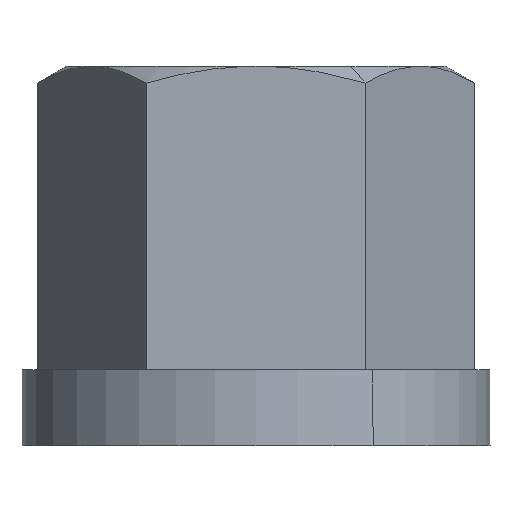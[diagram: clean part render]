
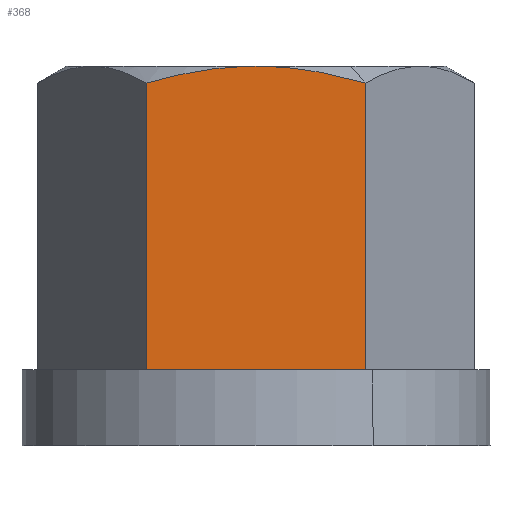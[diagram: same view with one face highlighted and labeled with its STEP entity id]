
A CAD part, left-side view. The second image highlights one B-rep face of the part: STEP entity #368.
In plain terms, the highlighted planar face has unit normal (-1, 0, 0).
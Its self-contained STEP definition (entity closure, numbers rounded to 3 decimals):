
#238=VERTEX_POINT('',#636);
#338=EDGE_CURVE('',#238,#562,#752,.T.);
#348=EDGE_CURVE('',#238,#354,#764,.T.);
#354=VERTEX_POINT('',#771);
#362=EDGE_CURVE('',#550,#576,#780,.T.);
#368=ADVANCED_FACE('',(#786),#787,.T.);
#544=EDGE_CURVE('',#572,#354,#975,.T.);
#550=VERTEX_POINT('',#982);
#552=EDGE_CURVE('',#576,#572,#984,.T.);
#562=VERTEX_POINT('',#996);
#572=VERTEX_POINT('',#1007);
#574=EDGE_CURVE('',#562,#550,#1009,.T.);
#576=VERTEX_POINT('',#1011);
#636=CARTESIAN_POINT('',(-14.982,8.65,6.));
#752=LINE('',#1351,#1352);
#764=LINE('',#1368,#1369);
#771=CARTESIAN_POINT('',(-14.982,8.65,28.672));
#780=(B_SPLINE_CURVE(2,(#1397,#1398,#1399),.UNSPECIFIED.,.F.,.F.)B_SPLINE_CURVE_WITH_KNOTS((3,3),(14.085,24.24),.UNSPECIFIED.)RATIONAL_B_SPLINE_CURVE((1.089,1.076,1.0))BOUNDED_CURVE()REPRESENTATION_ITEM('')GEOMETRIC_REPRESENTATION_ITEM()CURVE());
#786=FACE_OUTER_BOUND('',#1412,.T.);
#787=PLANE('',#1413);
#975=(B_SPLINE_CURVE(2,(#1696,#1697,#1698),.UNSPECIFIED.,.F.,.F.)B_SPLINE_CURVE_WITH_KNOTS((3,3),(0.0,10.155),.UNSPECIFIED.)RATIONAL_B_SPLINE_CURVE((1.0,1.076,1.089))BOUNDED_CURVE()REPRESENTATION_ITEM('')GEOMETRIC_REPRESENTATION_ITEM()CURVE());
#982=CARTESIAN_POINT('',(-14.982,-8.65,28.672));
#984=LINE('',#1715,#1716);
#996=CARTESIAN_POINT('',(-14.982,-8.65,6.));
#1007=CARTESIAN_POINT('',(-14.982,0.73,30.0));
#1009=LINE('',#1749,#1750);
#1011=CARTESIAN_POINT('',(-14.982,-0.73,30.0));
#1351=CARTESIAN_POINT('',(-14.982,-8.075,6.));
#1352=VECTOR('',#1963,1.0);
#1368=CARTESIAN_POINT('',(-14.982,8.65,0.0));
#1369=VECTOR('',#1986,1.0);
#1397=CARTESIAN_POINT('',(-14.982,-8.65,28.672));
#1398=CARTESIAN_POINT('',(-14.982,-4.408,29.897));
#1399=CARTESIAN_POINT('',(-14.982,-0.73,30.0));
#1412=EDGE_LOOP('',(#2009,#2010,#2011,#2012,#2013,#2014));
#1413=AXIS2_PLACEMENT_3D('',#2015,#2016,#2017);
#1696=CARTESIAN_POINT('',(-14.982,0.73,30.0));
#1697=CARTESIAN_POINT('',(-14.982,4.408,29.897));
#1698=CARTESIAN_POINT('',(-14.982,8.65,28.672));
#1715=CARTESIAN_POINT('',(-14.982,8.65,30.0));
#1716=VECTOR('',#2178,1.0);
#1749=CARTESIAN_POINT('',(-14.982,-8.65,0.0));
#1750=VECTOR('',#2210,1.0);
#1963=DIRECTION('',(0.0,-1.0,0.));
#1986=DIRECTION('',(0.0,0.0,1.0));
#2009=ORIENTED_EDGE('',*,*,#338,.T.);
#2010=ORIENTED_EDGE('',*,*,#574,.T.);
#2011=ORIENTED_EDGE('',*,*,#362,.T.);
#2012=ORIENTED_EDGE('',*,*,#552,.T.);
#2013=ORIENTED_EDGE('',*,*,#544,.T.);
#2014=ORIENTED_EDGE('',*,*,#348,.F.);
#2015=CARTESIAN_POINT('',(-14.982,-8.65,0.0));
#2016=DIRECTION('',(-1.0,0.0,0.0));
#2017=DIRECTION('',(0.0,0.0,-1.0));
#2178=DIRECTION('',(0.0,1.0,0.0));
#2210=DIRECTION('',(0.0,0.0,1.0));
